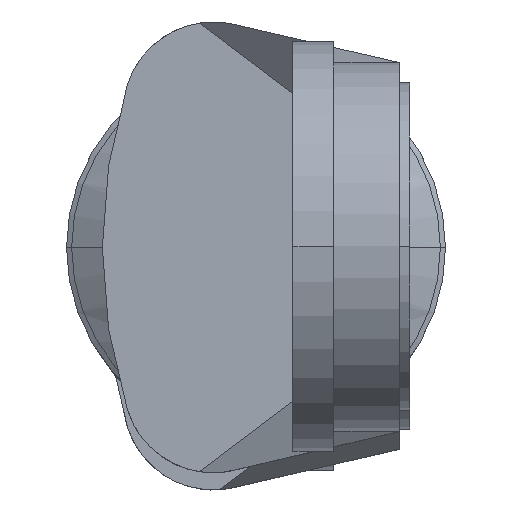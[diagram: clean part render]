
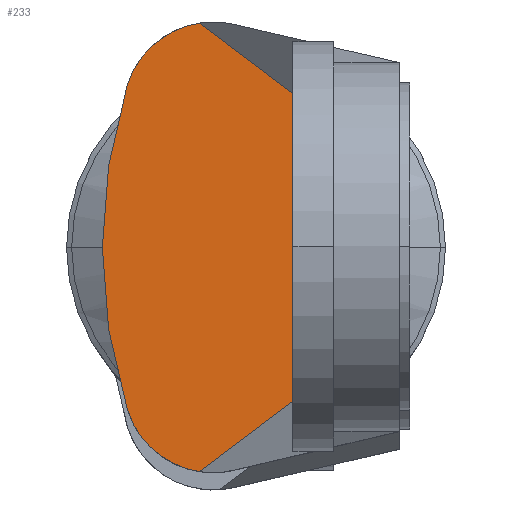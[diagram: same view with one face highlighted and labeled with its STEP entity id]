
A CAD part, top view. The second image highlights one B-rep face of the part: STEP entity #233.
In plain terms, the highlighted planar face has unit normal (0, 0, 1).
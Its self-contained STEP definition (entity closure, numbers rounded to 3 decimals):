
#233=ADVANCED_FACE('',(#584),#583,.F.);
#583=PLANE('',#1271);
#584=FACE_OUTER_BOUND('',#1272,.T.);
#1268=CARTESIAN_POINT('',(5.058,-13.136,92.2));
#1269=DIRECTION('',(0.,0.,-1.));
#1270=DIRECTION('',(-1.,0.,0.));
#1271=AXIS2_PLACEMENT_3D('',#1268,#1269,#1270);
#1272=EDGE_LOOP('',(#1900,#1901,#1902,#1903,#1904,#1905));
#1900=ORIENTED_EDGE('',*,*,#2216,.F.);
#1901=ORIENTED_EDGE('',*,*,#2246,.F.);
#1902=ORIENTED_EDGE('',*,*,#2247,.F.);
#1903=ORIENTED_EDGE('',*,*,#2227,.F.);
#1904=ORIENTED_EDGE('',*,*,#2217,.F.);
#1905=ORIENTED_EDGE('',*,*,#2201,.F.);
#2201=EDGE_CURVE('',#2642,#2649,#2650,.T.);
#2216=EDGE_CURVE('',#2743,#2642,#2750,.T.);
#2217=EDGE_CURVE('',#2649,#2756,#2757,.T.);
#2227=EDGE_CURVE('',#2756,#2822,#2823,.T.);
#2246=EDGE_CURVE('',#2942,#2743,#2949,.T.);
#2247=EDGE_CURVE('',#2822,#2942,#2955,.T.);
#2642=VERTEX_POINT('',#3857);
#2649=VERTEX_POINT('',#3861);
#2650=CIRCLE('',#3865,26.323);
#2743=VERTEX_POINT('',#3920);
#2750=CIRCLE('',#3927,4.397);
#2756=VERTEX_POINT('',#3928);
#2757=CIRCLE('',#3932,4.397);
#2822=VERTEX_POINT('',#3965);
#2823=LINE('',#3966,#3967);
#2942=VERTEX_POINT('',#4044);
#2949=LINE('',#4048,#4049);
#2955=LINE('',#4051,#4052);
#3857=CARTESIAN_POINT('',(-6.278,-7.927,92.2));
#3861=CARTESIAN_POINT('',(-6.278,7.927,92.2));
#3862=CARTESIAN_POINT('',(18.823,0.,92.2));
#3863=DIRECTION('',(0.,0.,-1.));
#3864=DIRECTION('',(1.,0.,0.));
#3865=AXIS2_PLACEMENT_3D('',#3862,#3863,#3864);
#3920=CARTESIAN_POINT('',(-2.766,-10.947,92.2));
#3924=CARTESIAN_POINT('',(-2.085,-6.603,92.2));
#3925=DIRECTION('',(0.,0.,-1.));
#3926=DIRECTION('',(1.,0.,0.));
#3927=AXIS2_PLACEMENT_3D('',#3924,#3925,#3926);
#3928=CARTESIAN_POINT('',(-2.766,10.947,92.2));
#3929=CARTESIAN_POINT('',(-2.085,6.603,92.2));
#3930=DIRECTION('',(0.,0.,-1.));
#3931=DIRECTION('',(1.,0.,0.));
#3932=AXIS2_PLACEMENT_3D('',#3929,#3930,#3931);
#3965=CARTESIAN_POINT('',(3.8,6.,92.2));
#3966=CARTESIAN_POINT('',(-2.766,10.947,92.2));
#3967=VECTOR('',#3968,8.221);
#3968=DIRECTION('',(0.799,-0.602,0.));
#4044=CARTESIAN_POINT('',(3.8,-6.,92.2));
#4048=CARTESIAN_POINT('',(3.8,-6.,92.2));
#4049=VECTOR('',#4050,8.221);
#4050=DIRECTION('',(-0.799,-0.602,0.));
#4051=CARTESIAN_POINT('',(3.8,6.,92.2));
#4052=VECTOR('',#4053,12.);
#4053=DIRECTION('',(0.,-1.,0.));
